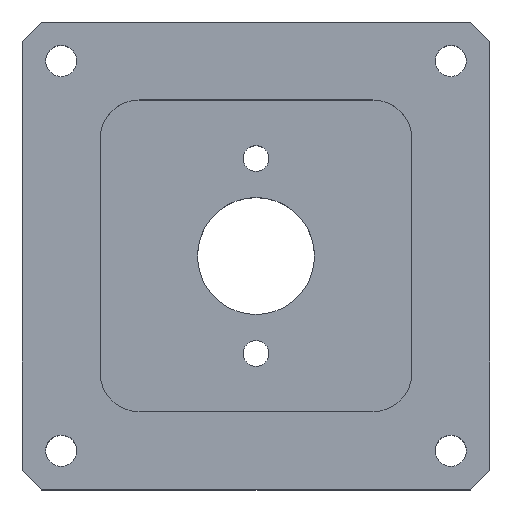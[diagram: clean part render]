
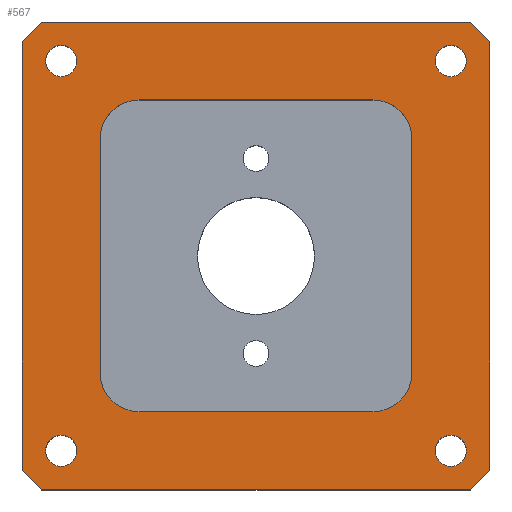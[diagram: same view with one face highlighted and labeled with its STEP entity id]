
A CAD part, top view. The second image highlights one B-rep face of the part: STEP entity #567.
In plain terms, the highlighted planar face has unit normal (0, 0, 1).
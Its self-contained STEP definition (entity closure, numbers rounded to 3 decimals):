
#40=FACE_BOUND('',#143,.T.);
#41=FACE_BOUND('',#144,.T.);
#42=FACE_BOUND('',#145,.T.);
#43=FACE_BOUND('',#146,.T.);
#44=FACE_BOUND('',#147,.T.);
#59=CIRCLE('',#611,4.);
#60=CIRCLE('',#613,4.);
#61=CIRCLE('',#615,4.);
#62=CIRCLE('',#617,4.);
#64=CIRCLE('',#620,10.);
#66=CIRCLE('',#624,10.);
#68=CIRCLE('',#628,10.);
#70=CIRCLE('',#632,10.);
#100=FACE_OUTER_BOUND('',#142,.T.);
#142=EDGE_LOOP('',(#501,#502,#503,#504,#505,#506,#507,#508));
#143=EDGE_LOOP('',(#509));
#144=EDGE_LOOP('',(#510));
#145=EDGE_LOOP('',(#511));
#146=EDGE_LOOP('',(#512));
#147=EDGE_LOOP('',(#513,#514,#515,#516,#517,#518,#519,#520));
#148=LINE('',#805,#197);
#154=LINE('',#816,#203);
#161=LINE('',#846,#210);
#164=LINE('',#851,#213);
#166=LINE('',#855,#215);
#168=LINE('',#859,#217);
#181=LINE('',#914,#230);
#185=LINE('',#926,#234);
#189=LINE('',#938,#238);
#194=LINE('',#950,#243);
#195=LINE('',#953,#244);
#196=LINE('',#955,#245);
#197=VECTOR('',#642,10.);
#203=VECTOR('',#650,10.);
#210=VECTOR('',#675,10.);
#213=VECTOR('',#680,10.);
#215=VECTOR('',#684,10.);
#217=VECTOR('',#688,10.);
#230=VECTOR('',#753,10.);
#234=VECTOR('',#765,10.);
#238=VECTOR('',#777,10.);
#243=VECTOR('',#790,10.);
#244=VECTOR('',#795,10.);
#245=VECTOR('',#798,10.);
#246=VERTEX_POINT('',#803);
#247=VERTEX_POINT('',#804);
#251=VERTEX_POINT('',#814);
#264=VERTEX_POINT('',#844);
#265=VERTEX_POINT('',#845);
#266=VERTEX_POINT('',#850);
#267=VERTEX_POINT('',#854);
#268=VERTEX_POINT('',#858);
#276=VERTEX_POINT('',#888);
#277=VERTEX_POINT('',#892);
#278=VERTEX_POINT('',#896);
#279=VERTEX_POINT('',#900);
#282=VERTEX_POINT('',#907);
#283=VERTEX_POINT('',#909);
#284=VERTEX_POINT('',#913);
#287=VERTEX_POINT('',#921);
#288=VERTEX_POINT('',#925);
#291=VERTEX_POINT('',#933);
#292=VERTEX_POINT('',#937);
#295=VERTEX_POINT('',#945);
#296=EDGE_CURVE('',#246,#247,#148,.T.);
#302=EDGE_CURVE('',#246,#251,#154,.T.);
#316=EDGE_CURVE('',#264,#265,#161,.T.);
#319=EDGE_CURVE('',#266,#265,#164,.T.);
#321=EDGE_CURVE('',#266,#267,#166,.T.);
#323=EDGE_CURVE('',#268,#251,#168,.T.);
#337=EDGE_CURVE('',#276,#276,#59,.T.);
#339=EDGE_CURVE('',#277,#277,#60,.T.);
#341=EDGE_CURVE('',#278,#278,#61,.T.);
#343=EDGE_CURVE('',#279,#279,#62,.T.);
#347=EDGE_CURVE('',#282,#283,#64,.T.);
#349=EDGE_CURVE('',#284,#283,#181,.T.);
#353=EDGE_CURVE('',#284,#287,#66,.T.);
#355=EDGE_CURVE('',#288,#287,#185,.T.);
#359=EDGE_CURVE('',#288,#291,#68,.T.);
#361=EDGE_CURVE('',#292,#291,#189,.T.);
#365=EDGE_CURVE('',#292,#295,#70,.T.);
#368=EDGE_CURVE('',#282,#295,#194,.T.);
#369=EDGE_CURVE('',#264,#247,#195,.T.);
#370=EDGE_CURVE('',#268,#267,#196,.T.);
#501=ORIENTED_EDGE('',*,*,#296,.F.);
#502=ORIENTED_EDGE('',*,*,#302,.T.);
#503=ORIENTED_EDGE('',*,*,#323,.F.);
#504=ORIENTED_EDGE('',*,*,#370,.T.);
#505=ORIENTED_EDGE('',*,*,#321,.F.);
#506=ORIENTED_EDGE('',*,*,#319,.T.);
#507=ORIENTED_EDGE('',*,*,#316,.F.);
#508=ORIENTED_EDGE('',*,*,#369,.T.);
#509=ORIENTED_EDGE('',*,*,#337,.T.);
#510=ORIENTED_EDGE('',*,*,#339,.T.);
#511=ORIENTED_EDGE('',*,*,#341,.T.);
#512=ORIENTED_EDGE('',*,*,#343,.T.);
#513=ORIENTED_EDGE('',*,*,#349,.T.);
#514=ORIENTED_EDGE('',*,*,#347,.F.);
#515=ORIENTED_EDGE('',*,*,#368,.T.);
#516=ORIENTED_EDGE('',*,*,#365,.F.);
#517=ORIENTED_EDGE('',*,*,#361,.T.);
#518=ORIENTED_EDGE('',*,*,#359,.F.);
#519=ORIENTED_EDGE('',*,*,#355,.T.);
#520=ORIENTED_EDGE('',*,*,#353,.F.);
#537=PLANE('',#637);
#567=ADVANCED_FACE('',(#100,#40,#41,#42,#43,#44),#537,.T.);
#611=AXIS2_PLACEMENT_3D('',#889,#725,#726);
#613=AXIS2_PLACEMENT_3D('',#893,#730,#731);
#615=AXIS2_PLACEMENT_3D('',#897,#735,#736);
#617=AXIS2_PLACEMENT_3D('',#901,#740,#741);
#620=AXIS2_PLACEMENT_3D('',#910,#748,#749);
#624=AXIS2_PLACEMENT_3D('',#922,#760,#761);
#628=AXIS2_PLACEMENT_3D('',#934,#772,#773);
#632=AXIS2_PLACEMENT_3D('',#946,#784,#785);
#637=AXIS2_PLACEMENT_3D('',#956,#799,#800);
#642=DIRECTION('',(0.707,0.707,0.));
#650=DIRECTION('',(0.,-1.,0.));
#675=DIRECTION('',(0.707,-0.707,0.));
#680=DIRECTION('',(0.,1.,0.));
#684=DIRECTION('',(-0.707,-0.707,0.));
#688=DIRECTION('',(-0.707,0.707,0.));
#725=DIRECTION('center_axis',(0.,0.,-1.));
#726=DIRECTION('ref_axis',(-1.,0.,0.));
#730=DIRECTION('center_axis',(0.,0.,-1.));
#731=DIRECTION('ref_axis',(-1.,0.,0.));
#735=DIRECTION('center_axis',(0.,0.,-1.));
#736=DIRECTION('ref_axis',(-1.,0.,0.));
#740=DIRECTION('center_axis',(0.,0.,-1.));
#741=DIRECTION('ref_axis',(-1.,0.,0.));
#748=DIRECTION('center_axis',(0.,0.,1.));
#749=DIRECTION('ref_axis',(-0.707,-0.707,0.));
#753=DIRECTION('',(-1.,0.,0.));
#760=DIRECTION('center_axis',(0.,0.,1.));
#761=DIRECTION('ref_axis',(0.707,-0.707,0.));
#765=DIRECTION('',(0.,-1.,0.));
#772=DIRECTION('center_axis',(0.,0.,1.));
#773=DIRECTION('ref_axis',(0.707,0.707,0.));
#777=DIRECTION('',(1.,0.,0.));
#784=DIRECTION('center_axis',(0.,0.,1.));
#785=DIRECTION('ref_axis',(-0.707,0.707,0.));
#790=DIRECTION('',(0.,1.,0.));
#795=DIRECTION('',(-1.,0.,0.));
#798=DIRECTION('',(1.,0.,0.));
#799=DIRECTION('center_axis',(0.,0.,1.));
#800=DIRECTION('ref_axis',(1.,0.,0.));
#803=CARTESIAN_POINT('',(0.,115.,50.));
#804=CARTESIAN_POINT('',(5.,120.,50.));
#805=CARTESIAN_POINT('',(2.5,117.5,50.));
#814=CARTESIAN_POINT('',(0.,5.,50.));
#816=CARTESIAN_POINT('',(0.,120.,50.));
#844=CARTESIAN_POINT('',(115.,120.,50.));
#845=CARTESIAN_POINT('',(120.,115.,50.));
#846=CARTESIAN_POINT('',(117.5,117.5,50.));
#850=CARTESIAN_POINT('',(120.,5.,50.));
#851=CARTESIAN_POINT('',(120.,0.,50.));
#854=CARTESIAN_POINT('',(115.,0.,50.));
#855=CARTESIAN_POINT('',(117.5,2.5,50.));
#858=CARTESIAN_POINT('',(5.,0.,50.));
#859=CARTESIAN_POINT('',(2.5,2.5,50.));
#888=CARTESIAN_POINT('',(14.,10.,50.));
#889=CARTESIAN_POINT('Origin',(10.,10.,50.));
#892=CARTESIAN_POINT('',(114.,10.,50.));
#893=CARTESIAN_POINT('Origin',(110.,10.,50.));
#896=CARTESIAN_POINT('',(14.,110.,50.));
#897=CARTESIAN_POINT('Origin',(10.,110.,50.));
#900=CARTESIAN_POINT('',(114.,110.,50.));
#901=CARTESIAN_POINT('Origin',(110.,110.,50.));
#907=CARTESIAN_POINT('',(20.,30.,50.));
#909=CARTESIAN_POINT('',(30.,20.,50.));
#910=CARTESIAN_POINT('Origin',(30.,30.,50.));
#913=CARTESIAN_POINT('',(90.,20.,50.));
#914=CARTESIAN_POINT('',(80.,20.,50.));
#921=CARTESIAN_POINT('',(100.,30.,50.));
#922=CARTESIAN_POINT('Origin',(90.,30.,50.));
#925=CARTESIAN_POINT('',(100.,90.,50.));
#926=CARTESIAN_POINT('',(100.,80.,50.));
#933=CARTESIAN_POINT('',(90.,100.,50.));
#934=CARTESIAN_POINT('Origin',(90.,90.,50.));
#937=CARTESIAN_POINT('',(30.,100.,50.));
#938=CARTESIAN_POINT('',(40.,100.,50.));
#945=CARTESIAN_POINT('',(20.,90.,50.));
#946=CARTESIAN_POINT('Origin',(30.,90.,50.));
#950=CARTESIAN_POINT('',(20.,40.,50.));
#953=CARTESIAN_POINT('',(120.,120.,50.));
#955=CARTESIAN_POINT('',(0.,0.,50.));
#956=CARTESIAN_POINT('Origin',(60.,60.,50.));
